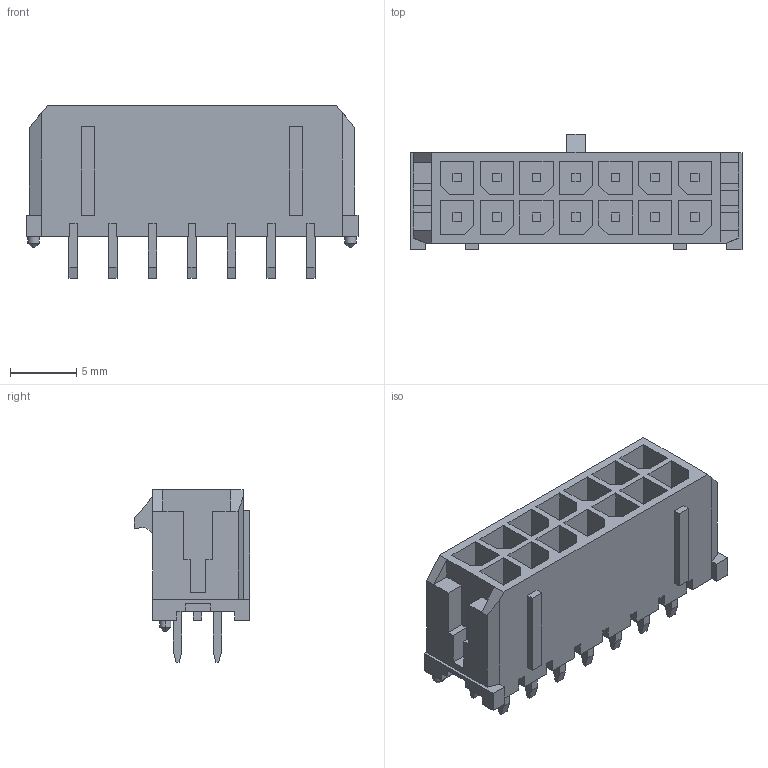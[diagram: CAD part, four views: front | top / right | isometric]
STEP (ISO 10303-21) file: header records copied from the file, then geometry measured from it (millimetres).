
FILE_DESCRIPTION((''),'2;1');
FILE_NAME('430451427','2020-04-16T',('gga'),(''),'PRO/ENGINEER BY PARAMETRIC TECHNOLOGY CORPORATION, 2016010','PRO/ENGINEER BY PARAMETRIC TECHNOLOGY CORPORATION, 2016010','');
FILE_SCHEMA(('CONFIG_CONTROL_DESIGN'));
Length unit declared in the file: millimetre
Products named in the file (1): 430451427
Bounding box: 25.15 x 8.77 x 13.09 mm (x, y, z)
Volume: 1005.7 mm3; surface area: 2288.9 mm2
Topology: 1 solids, 1 shells, 499 faces, 1413 edges, 954 vertices
Faces by surface type: plane 490, cylinder 5, cone 4
Entity records: 15856 total; most frequent: CARTESIAN_POINT 2827, ORIENTED_EDGE 2754, DIRECTION 2459, EDGE_CURVE 1377, VECTOR 1367, LINE 1367, VERTEX_POINT 914, AXIS2_PLACEMENT_3D 546
